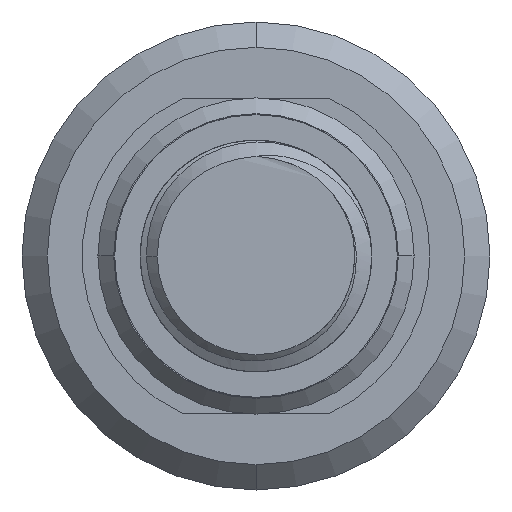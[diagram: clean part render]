
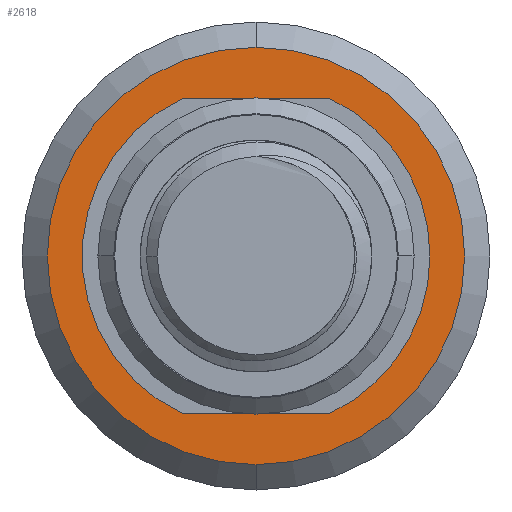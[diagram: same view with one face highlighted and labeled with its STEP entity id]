
A CAD part, front view. The second image highlights one B-rep face of the part: STEP entity #2618.
In plain terms, the highlighted planar face has unit normal (0, -1, 0).
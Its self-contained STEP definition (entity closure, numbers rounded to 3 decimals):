
#127 = PLANE ( 'NONE',  #3284 ) ;
#353 = DIRECTION ( 'NONE',  ( 0., 1., 0. ) ) ;
#561 = VERTEX_POINT ( 'NONE', #1908 ) ;
#604 = FACE_OUTER_BOUND ( 'NONE', #1185, .T. ) ;
#740 = AXIS2_PLACEMENT_3D ( 'NONE', #788, #353, #4460 ) ;
#753 = FACE_BOUND ( 'NONE', #4676, .T. ) ;
#788 = CARTESIAN_POINT ( 'NONE',  ( 0., 37.49, 0. ) ) ;
#1005 = CARTESIAN_POINT ( 'NONE',  ( 0., 37.49, -2. ) ) ;
#1046 = ORIENTED_EDGE ( 'NONE', *, *, #3976, .F. ) ;
#1185 = EDGE_LOOP ( 'NONE', ( #1046, #4909 ) ) ;
#1212 = VERTEX_POINT ( 'NONE', #4989 ) ;
#1619 = DIRECTION ( 'NONE',  ( 0., 1., 0. ) ) ;
#1628 = DIRECTION ( 'NONE',  ( 0., 0., 1. ) ) ;
#1818 = CIRCLE ( 'NONE', #740, 3.3 ) ;
#1848 = VERTEX_POINT ( 'NONE', #3555 ) ;
#1908 = CARTESIAN_POINT ( 'NONE',  ( 0., 37.49, -3.3 ) ) ;
#2173 = DIRECTION ( 'NONE',  ( 0., 0., 1. ) ) ;
#2223 = EDGE_CURVE ( 'Defeature ausgef�hrt1_45+Defeature ausgef�hrt1_46+Defeature ausgef�hrt1_46+Defeature ausgef�hrt1_46', #561, #1848, #1818, .T. ) ;
#2618 = ADVANCED_FACE ( 'Defeature ausgef�hrt1_46', ( #753, #604 ), #127, .F. ) ;
#2691 = CARTESIAN_POINT ( 'NONE',  ( 3.05, 37.49, 0. ) ) ;
#2833 = AXIS2_PLACEMENT_3D ( 'NONE', #3303, #3262, #3816 ) ;
#3003 = VERTEX_POINT ( 'NONE', #1005 ) ;
#3102 = EDGE_CURVE ( 'Defeature ausgef�hrt1_46+Defeature ausgef�hrt1_47+Defeature ausgef�hrt1_47+Defeature ausgef�hrt1_47', #3003, #1212, #6658, .T. ) ;
#3213 = CARTESIAN_POINT ( 'NONE',  ( 0., 37.49, 0. ) ) ;
#3262 = DIRECTION ( 'NONE',  ( 0., 1., 0. ) ) ;
#3284 = AXIS2_PLACEMENT_3D ( 'NONE', #2691, #4817, #1628 ) ;
#3303 = CARTESIAN_POINT ( 'NONE',  ( 0., 37.49, 0. ) ) ;
#3555 = CARTESIAN_POINT ( 'NONE',  ( 0., 37.49, 3.3 ) ) ;
#3695 = CIRCLE ( 'NONE', #2833, 3.3 ) ;
#3743 = DIRECTION ( 'NONE',  ( 0., 1., 0. ) ) ;
#3816 = DIRECTION ( 'NONE',  ( 0., 0., 1. ) ) ;
#3976 = EDGE_CURVE ( 'Defeature ausgef�hrt1_45+Defeature ausgef�hrt1_46+Defeature ausgef�hrt1_46+Defeature ausgef�hrt1_46', #1848, #561, #3695, .T. ) ;
#4098 = ORIENTED_EDGE ( 'NONE', *, *, #3102, .T. ) ;
#4460 = DIRECTION ( 'NONE',  ( 0., 0., 1. ) ) ;
#4525 = AXIS2_PLACEMENT_3D ( 'NONE', #6453, #1619, #2173 ) ;
#4676 = EDGE_LOOP ( 'NONE', ( #5998, #4098 ) ) ;
#4817 = DIRECTION ( 'NONE',  ( 0., 1., 0. ) ) ;
#4909 = ORIENTED_EDGE ( 'NONE', *, *, #2223, .F. ) ;
#4989 = CARTESIAN_POINT ( 'NONE',  ( 0., 37.49, 2. ) ) ;
#5244 = CIRCLE ( 'NONE', #4525, 2. ) ;
#5759 = AXIS2_PLACEMENT_3D ( 'NONE', #3213, #3743, #5868 ) ;
#5868 = DIRECTION ( 'NONE',  ( 0., 0., 1. ) ) ;
#5954 = EDGE_CURVE ( 'Defeature ausgef�hrt1_46+Defeature ausgef�hrt1_47+Defeature ausgef�hrt1_47+Defeature ausgef�hrt1_47', #1212, #3003, #5244, .T. ) ;
#5998 = ORIENTED_EDGE ( 'NONE', *, *, #5954, .T. ) ;
#6453 = CARTESIAN_POINT ( 'NONE',  ( 0., 37.49, 0. ) ) ;
#6658 = CIRCLE ( 'NONE', #5759, 2. ) ;
